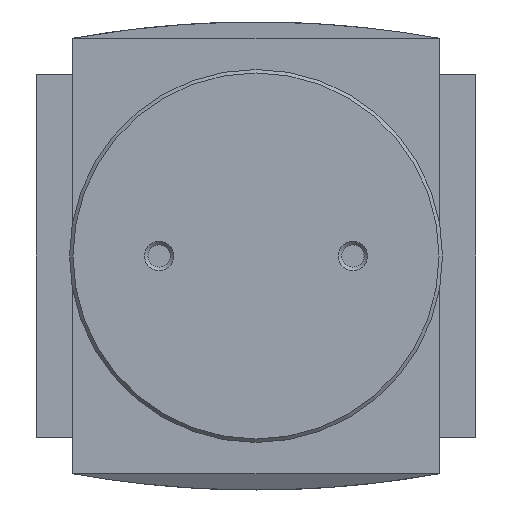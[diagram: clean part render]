
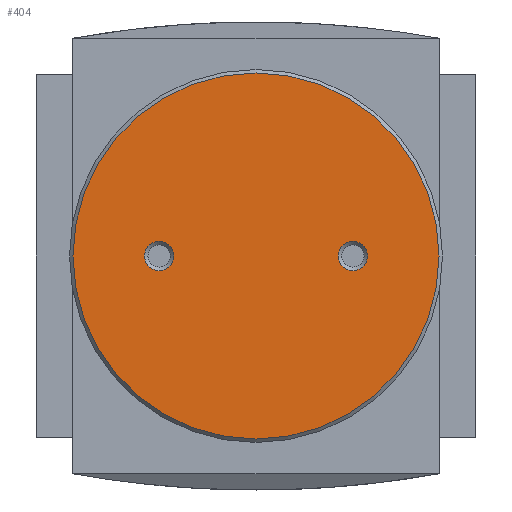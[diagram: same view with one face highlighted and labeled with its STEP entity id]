
A CAD part, front view. The second image highlights one B-rep face of the part: STEP entity #404.
In plain terms, the highlighted planar face has unit normal (0, -1, 0).
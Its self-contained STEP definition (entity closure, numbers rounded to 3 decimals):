
#404 = ADVANCED_FACE( '', ( #1168, #1169, #1170 ), #1171, .F. );
#1168 = FACE_BOUND( '', #2186, .T. );
#1169 = FACE_OUTER_BOUND( '', #2187, .T. );
#1170 = FACE_BOUND( '', #2188, .T. );
#1171 = PLANE( '', #2189 );
#2186 = EDGE_LOOP( '', ( #4545 ) );
#2187 = EDGE_LOOP( '', ( #4546 ) );
#2188 = EDGE_LOOP( '', ( #4547 ) );
#2189 = AXIS2_PLACEMENT_3D( '', #4548, #4549, #4550 );
#4545 = ORIENTED_EDGE( '', *, *, #7153, .F. );
#4546 = ORIENTED_EDGE( '', *, *, #7152, .T. );
#4547 = ORIENTED_EDGE( '', *, *, #7154, .F. );
#4548 = CARTESIAN_POINT( '', ( 26.25, -40., 0. ) );
#4549 = DIRECTION( '', ( 0., 1., 0. ) );
#4550 = DIRECTION( '', ( 0., 0., 1. ) );
#7152 = EDGE_CURVE( '', #8776, #8776, #8777, .T. );
#7153 = EDGE_CURVE( '', #8778, #8778, #8779, .F. );
#7154 = EDGE_CURVE( '', #8780, #8780, #8781, .T. );
#8776 = VERTEX_POINT( '', #11462 );
#8777 = CIRCLE( '', #11463, 26.25 );
#8778 = VERTEX_POINT( '', #11464 );
#8779 = CIRCLE( '', #11465, 2.1 );
#8780 = VERTEX_POINT( '', #11466 );
#8781 = CIRCLE( '', #11467, 2.1 );
#11462 = CARTESIAN_POINT( '', ( 0., -40., -26.25 ) );
#11463 = AXIS2_PLACEMENT_3D( '', #14658, #14659, #14660 );
#11464 = CARTESIAN_POINT( '', ( 13.9, -40., 2.1 ) );
#11465 = AXIS2_PLACEMENT_3D( '', #14661, #14662, #14663 );
#11466 = CARTESIAN_POINT( '', ( -13.9, -40., -2.1 ) );
#11467 = AXIS2_PLACEMENT_3D( '', #14664, #14665, #14666 );
#14658 = CARTESIAN_POINT( '', ( 0., -40., 0. ) );
#14659 = DIRECTION( '', ( 0., -1., 0. ) );
#14660 = DIRECTION( '', ( 0., 0., -1. ) );
#14661 = CARTESIAN_POINT( '', ( 13.9, -40., 0. ) );
#14662 = DIRECTION( '', ( 0., 1., 0. ) );
#14663 = DIRECTION( '', ( 0., 0., 1. ) );
#14664 = CARTESIAN_POINT( '', ( -13.9, -40., 0. ) );
#14665 = DIRECTION( '', ( 0., -1., 0. ) );
#14666 = DIRECTION( '', ( 0., 0., -1. ) );
